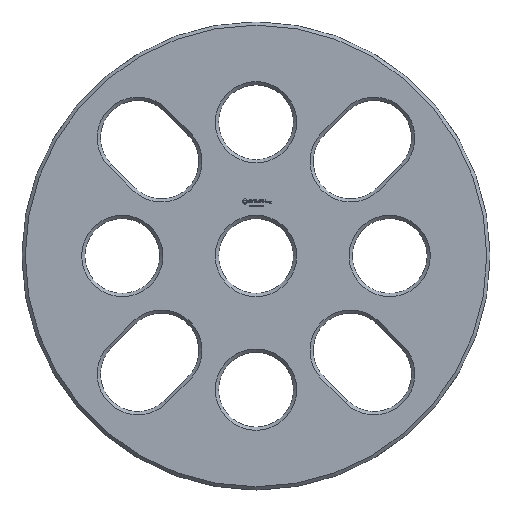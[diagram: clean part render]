
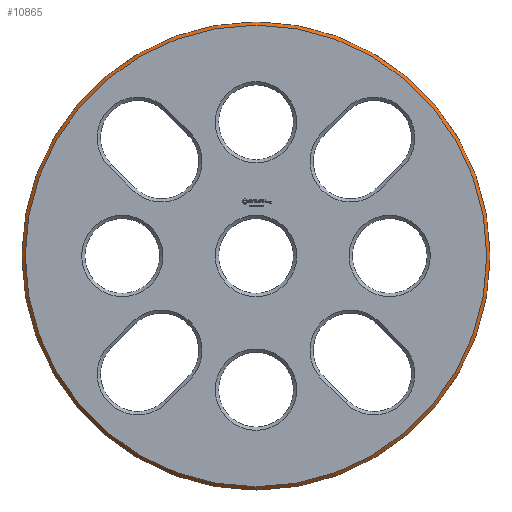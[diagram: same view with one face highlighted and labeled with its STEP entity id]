
A CAD part, top view. The second image highlights one B-rep face of the part: STEP entity #10865.
In plain terms, the highlighted conical face has half-angle 45 degrees and reference radius 21.875 mm.
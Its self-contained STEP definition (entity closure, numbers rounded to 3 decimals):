
#21 = EDGE_CURVE('',#22,#22,#24,.T.);
#22 = VERTEX_POINT('',#23);
#23 = CARTESIAN_POINT('',(21.575,0.,3.125));
#24 = SURFACE_CURVE('',#25,(#30,#42),.PCURVE_S1.);
#25 = CIRCLE('',#26,21.575);
#26 = AXIS2_PLACEMENT_3D('',#27,#28,#29);
#27 = CARTESIAN_POINT('',(0.,0.,3.125));
#28 = DIRECTION('',(0.,0.,-1.));
#29 = DIRECTION('',(1.,0.,0.));
#30 = PCURVE('',#31,#36);
#31 = PLANE('',#32);
#32 = AXIS2_PLACEMENT_3D('',#33,#34,#35);
#33 = CARTESIAN_POINT('',(0.,0.,3.125));
#34 = DIRECTION('',(0.,0.,-1.));
#35 = DIRECTION('',(1.,0.,0.));
#36 = DEFINITIONAL_REPRESENTATION('',(#37),#41);
#37 = CIRCLE('',#38,21.575);
#38 = AXIS2_PLACEMENT_2D('',#39,#40);
#39 = CARTESIAN_POINT('',(0.,0.));
#40 = DIRECTION('',(1.,0.));
#41 = ( GEOMETRIC_REPRESENTATION_CONTEXT(2) 
PARAMETRIC_REPRESENTATION_CONTEXT() REPRESENTATION_CONTEXT('2D SPACE',''
  ) );
#42 = PCURVE('',#43,#48);
#43 = CONICAL_SURFACE('',#44,21.875,0.785);
#44 = AXIS2_PLACEMENT_3D('',#45,#46,#47);
#45 = CARTESIAN_POINT('',(0.,0.,2.825));
#46 = DIRECTION('',(0.,0.,-1.));
#47 = DIRECTION('',(1.,0.,0.));
#48 = DEFINITIONAL_REPRESENTATION('',(#49),#53);
#49 = LINE('',#50,#51);
#50 = CARTESIAN_POINT('',(0.,-0.3));
#51 = VECTOR('',#52,1.);
#52 = DIRECTION('',(1.,-0.));
#53 = ( GEOMETRIC_REPRESENTATION_CONTEXT(2) 
PARAMETRIC_REPRESENTATION_CONTEXT() REPRESENTATION_CONTEXT('2D SPACE',''
  ) );
#10865 = ADVANCED_FACE('',(#10866),#43,.T.);
#10866 = FACE_BOUND('',#10867,.F.);
#10867 = EDGE_LOOP('',(#10868,#10897,#10918,#10919));
#10868 = ORIENTED_EDGE('',*,*,#10869,.T.);
#10869 = EDGE_CURVE('',#10870,#10870,#10872,.T.);
#10870 = VERTEX_POINT('',#10871);
#10871 = CARTESIAN_POINT('',(21.875,0.,2.825));
#10872 = SURFACE_CURVE('',#10873,(#10878,#10885),.PCURVE_S1.);
#10873 = CIRCLE('',#10874,21.875);
#10874 = AXIS2_PLACEMENT_3D('',#10875,#10876,#10877);
#10875 = CARTESIAN_POINT('',(0.,0.,2.825));
#10876 = DIRECTION('',(0.,0.,-1.));
#10877 = DIRECTION('',(1.,0.,0.));
#10878 = PCURVE('',#43,#10879);
#10879 = DEFINITIONAL_REPRESENTATION('',(#10880),#10884);
#10880 = LINE('',#10881,#10882);
#10881 = CARTESIAN_POINT('',(0.,-0.));
#10882 = VECTOR('',#10883,1.);
#10883 = DIRECTION('',(1.,-0.));
#10884 = ( GEOMETRIC_REPRESENTATION_CONTEXT(2) 
PARAMETRIC_REPRESENTATION_CONTEXT() REPRESENTATION_CONTEXT('2D SPACE',''
  ) );
#10885 = PCURVE('',#10886,#10891);
#10886 = CYLINDRICAL_SURFACE('',#10887,21.875);
#10887 = AXIS2_PLACEMENT_3D('',#10888,#10889,#10890);
#10888 = CARTESIAN_POINT('',(0.,0.,2.325));
#10889 = DIRECTION('',(0.,0.,1.));
#10890 = DIRECTION('',(1.,0.,0.));
#10891 = DEFINITIONAL_REPRESENTATION('',(#10892),#10896);
#10892 = LINE('',#10893,#10894);
#10893 = CARTESIAN_POINT('',(-0.,0.5));
#10894 = VECTOR('',#10895,1.);
#10895 = DIRECTION('',(-1.,0.));
#10896 = ( GEOMETRIC_REPRESENTATION_CONTEXT(2) 
PARAMETRIC_REPRESENTATION_CONTEXT() REPRESENTATION_CONTEXT('2D SPACE',''
  ) );
#10897 = ORIENTED_EDGE('',*,*,#10898,.T.);
#10898 = EDGE_CURVE('',#10870,#22,#10899,.T.);
#10899 = SEAM_CURVE('',#10900,(#10904,#10911),.PCURVE_S1.);
#10900 = LINE('',#10901,#10902);
#10901 = CARTESIAN_POINT('',(21.875,0.,2.825));
#10902 = VECTOR('',#10903,1.);
#10903 = DIRECTION('',(-0.707,0.,
    0.707));
#10904 = PCURVE('',#43,#10905);
#10905 = DEFINITIONAL_REPRESENTATION('',(#10906),#10910);
#10906 = LINE('',#10907,#10908);
#10907 = CARTESIAN_POINT('',(0.,-0.));
#10908 = VECTOR('',#10909,1.);
#10909 = DIRECTION('',(0.,-1.));
#10910 = ( GEOMETRIC_REPRESENTATION_CONTEXT(2) 
PARAMETRIC_REPRESENTATION_CONTEXT() REPRESENTATION_CONTEXT('2D SPACE',''
  ) );
#10911 = PCURVE('',#43,#10912);
#10912 = DEFINITIONAL_REPRESENTATION('',(#10913),#10917);
#10913 = LINE('',#10914,#10915);
#10914 = CARTESIAN_POINT('',(6.283,-0.));
#10915 = VECTOR('',#10916,1.);
#10916 = DIRECTION('',(0.,-1.));
#10917 = ( GEOMETRIC_REPRESENTATION_CONTEXT(2) 
PARAMETRIC_REPRESENTATION_CONTEXT() REPRESENTATION_CONTEXT('2D SPACE',''
  ) );
#10918 = ORIENTED_EDGE('',*,*,#21,.F.);
#10919 = ORIENTED_EDGE('',*,*,#10898,.F.);
